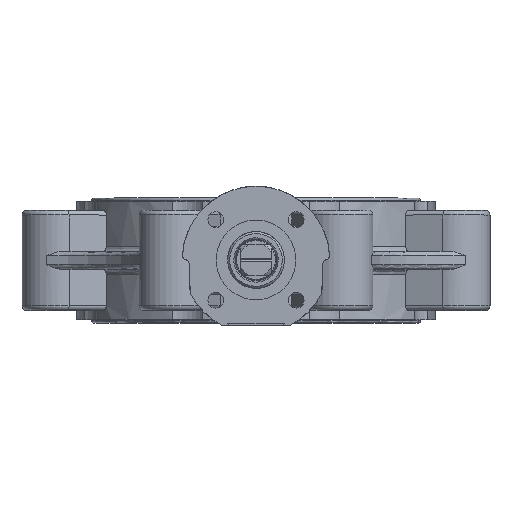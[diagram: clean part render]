
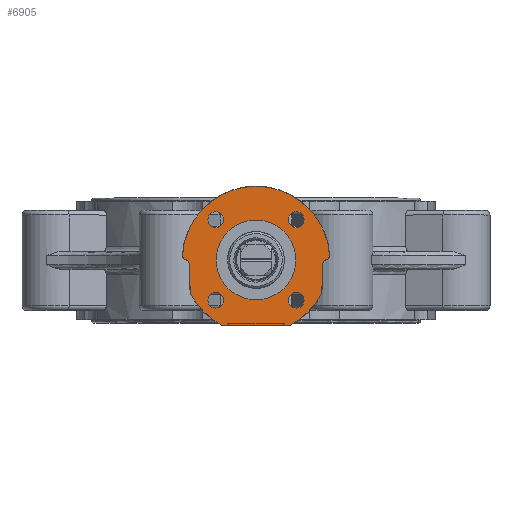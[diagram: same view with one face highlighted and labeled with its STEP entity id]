
A CAD part, top view. The second image highlights one B-rep face of the part: STEP entity #6905.
In plain terms, the highlighted planar face has unit normal (0, 0, 1).
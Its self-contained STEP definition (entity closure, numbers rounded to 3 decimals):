
#4646=CARTESIAN_POINT('',(-21.178,-17.678,167.5));
#4647=VERTEX_POINT('',#4646);
#4648=CARTESIAN_POINT('',(-17.678,-17.678,167.5));
#4649=DIRECTION('',(0.0,0.0,-1.0));
#4650=DIRECTION('',(-1.0,0.0,0.0));
#4651=AXIS2_PLACEMENT_3D('',#4648,#4649,#4650);
#4652=CIRCLE('',#4651,3.5);
#4653=EDGE_CURVE('',#4647,#4647,#4652,.T.);
#4695=CARTESIAN_POINT('',(-17.678,21.178,167.5));
#4696=VERTEX_POINT('',#4695);
#4697=CARTESIAN_POINT('',(-17.678,17.678,167.5));
#4698=DIRECTION('',(0.0,0.0,-1.0));
#4699=DIRECTION('',(0.0,1.0,0.0));
#4700=AXIS2_PLACEMENT_3D('',#4697,#4698,#4699);
#4701=CIRCLE('',#4700,3.5);
#4702=EDGE_CURVE('',#4696,#4696,#4701,.T.);
#4744=CARTESIAN_POINT('',(17.678,-21.178,167.5));
#4745=VERTEX_POINT('',#4744);
#4746=CARTESIAN_POINT('',(17.678,-17.678,167.5));
#4747=DIRECTION('',(0.0,0.0,-1.0));
#4748=DIRECTION('',(0.0,-1.0,0.0));
#4749=AXIS2_PLACEMENT_3D('',#4746,#4747,#4748);
#4750=CIRCLE('',#4749,3.5);
#4751=EDGE_CURVE('',#4745,#4745,#4750,.T.);
#4793=CARTESIAN_POINT('',(21.178,17.678,167.5));
#4794=VERTEX_POINT('',#4793);
#4795=CARTESIAN_POINT('',(17.678,17.678,167.5));
#4796=DIRECTION('',(0.0,0.0,-1.0));
#4797=DIRECTION('',(1.0,0.0,0.0));
#4798=AXIS2_PLACEMENT_3D('',#4795,#4796,#4797);
#4799=CIRCLE('',#4798,3.5);
#4800=EDGE_CURVE('',#4794,#4794,#4799,.T.);
#6781=CARTESIAN_POINT('',(17.55,0.0,167.5));
#6782=VERTEX_POINT('',#6781);
#6783=CARTESIAN_POINT('',(0.0,0.0,167.5));
#6784=DIRECTION('',(0.0,0.0,-1.0));
#6785=DIRECTION('',(1.0,0.0,0.0));
#6786=AXIS2_PLACEMENT_3D('',#6783,#6784,#6785);
#6787=CIRCLE('',#6786,17.55);
#6788=EDGE_CURVE('',#6782,#6782,#6787,.T.);
#6796=CARTESIAN_POINT('',(-103.001,32.501,167.5));
#6797=DIRECTION('',(0.0,0.0,-1.0));
#6798=DIRECTION('',(-1.0,0.0,0.0));
#6799=AXIS2_PLACEMENT_3D('',#6796,#6797,#6798);
#6800=PLANE('',#6799);
#6801=CARTESIAN_POINT('',(-29.374,-1.801,167.5));
#6802=VERTEX_POINT('',#6801);
#6803=CARTESIAN_POINT('',(-30.919,0.125,167.5));
#6804=VERTEX_POINT('',#6803);
#6805=CARTESIAN_POINT('',(-31.436,-1.873,167.5));
#6806=DIRECTION('',(0.0,0.0,1.0));
#6807=DIRECTION('',(1.0,0.0,0.0));
#6808=AXIS2_PLACEMENT_3D('',#6805,#6806,#6807);
#6809=CIRCLE('',#6808,2.064);
#6810=EDGE_CURVE('',#6802,#6804,#6809,.T.);
#6811=ORIENTED_EDGE('',*,*,#6810,.F.);
#6812=CARTESIAN_POINT('',(-28.924,-14.681,167.5));
#6813=VERTEX_POINT('',#6812);
#6814=CARTESIAN_POINT('',(-28.924,-14.681,167.5));
#6815=DIRECTION('',(-0.035,0.999,0.));
#6816=VECTOR('',#6815,12.889);
#6817=LINE('',#6814,#6816);
#6818=EDGE_CURVE('',#6813,#6802,#6817,.T.);
#6819=ORIENTED_EDGE('',*,*,#6818,.F.);
#6820=CARTESIAN_POINT('',(-14.656,-28.936,167.5));
#6821=VERTEX_POINT('',#6820);
#6822=CARTESIAN_POINT('',(0.0,0.0,167.5));
#6823=DIRECTION('',(0.0,0.0,-1.0));
#6824=DIRECTION('',(-1.0,0.0,0.0));
#6825=AXIS2_PLACEMENT_3D('',#6822,#6823,#6824);
#6826=CIRCLE('',#6825,32.436);
#6827=EDGE_CURVE('',#6821,#6813,#6826,.T.);
#6828=ORIENTED_EDGE('',*,*,#6827,.F.);
#6829=CARTESIAN_POINT('',(14.656,-28.936,167.5));
#6830=VERTEX_POINT('',#6829);
#6831=CARTESIAN_POINT('',(14.656,-28.936,167.5));
#6832=DIRECTION('',(-1.0,0.0,0.0));
#6833=VECTOR('',#6832,29.312);
#6834=LINE('',#6831,#6833);
#6835=EDGE_CURVE('',#6830,#6821,#6834,.T.);
#6836=ORIENTED_EDGE('',*,*,#6835,.F.);
#6837=CARTESIAN_POINT('',(28.924,-14.681,167.5));
#6838=VERTEX_POINT('',#6837);
#6839=CARTESIAN_POINT('',(0.0,0.0,167.5));
#6840=DIRECTION('',(0.0,0.0,-1.0));
#6841=DIRECTION('',(-1.0,0.0,0.0));
#6842=AXIS2_PLACEMENT_3D('',#6839,#6840,#6841);
#6843=CIRCLE('',#6842,32.436);
#6844=EDGE_CURVE('',#6838,#6830,#6843,.T.);
#6845=ORIENTED_EDGE('',*,*,#6844,.F.);
#6846=CARTESIAN_POINT('',(29.374,-1.801,167.5));
#6847=VERTEX_POINT('',#6846);
#6848=CARTESIAN_POINT('',(29.374,-1.801,167.5));
#6849=DIRECTION('',(-0.035,-0.999,0.));
#6850=VECTOR('',#6849,12.889);
#6851=LINE('',#6848,#6850);
#6852=EDGE_CURVE('',#6847,#6838,#6851,.T.);
#6853=ORIENTED_EDGE('',*,*,#6852,.F.);
#6854=CARTESIAN_POINT('',(30.919,0.125,167.5));
#6855=VERTEX_POINT('',#6854);
#6856=CARTESIAN_POINT('',(31.436,-1.873,167.5));
#6857=DIRECTION('',(0.0,0.0,1.0));
#6858=DIRECTION('',(1.0,0.0,0.0));
#6859=AXIS2_PLACEMENT_3D('',#6856,#6857,#6858);
#6860=CIRCLE('',#6859,2.064);
#6861=EDGE_CURVE('',#6855,#6847,#6860,.T.);
#6862=ORIENTED_EDGE('',*,*,#6861,.F.);
#6863=CARTESIAN_POINT('',(32.367,2.127,167.5));
#6864=VERTEX_POINT('',#6863);
#6865=CARTESIAN_POINT('',(30.434,2.0,167.5));
#6866=DIRECTION('',(0.0,0.0,-1.0));
#6867=DIRECTION('',(0.0,-1.0,0.0));
#6868=AXIS2_PLACEMENT_3D('',#6865,#6866,#6867);
#6869=CIRCLE('',#6868,1.936);
#6870=EDGE_CURVE('',#6864,#6855,#6869,.T.);
#6871=ORIENTED_EDGE('',*,*,#6870,.F.);
#6872=CARTESIAN_POINT('',(-32.367,2.127,167.5));
#6873=VERTEX_POINT('',#6872);
#6874=CARTESIAN_POINT('',(0.0,0.0,167.5));
#6875=DIRECTION('',(0.0,0.0,-1.0));
#6876=DIRECTION('',(-1.0,0.0,0.0));
#6877=AXIS2_PLACEMENT_3D('',#6874,#6875,#6876);
#6878=CIRCLE('',#6877,32.436);
#6879=EDGE_CURVE('',#6873,#6864,#6878,.T.);
#6880=ORIENTED_EDGE('',*,*,#6879,.F.);
#6881=CARTESIAN_POINT('',(-30.434,2.,167.5));
#6882=DIRECTION('',(0.0,0.0,-1.0));
#6883=DIRECTION('',(0.0,-1.0,0.0));
#6884=AXIS2_PLACEMENT_3D('',#6881,#6882,#6883);
#6885=CIRCLE('',#6884,1.936);
#6886=EDGE_CURVE('',#6804,#6873,#6885,.T.);
#6887=ORIENTED_EDGE('',*,*,#6886,.F.);
#6888=EDGE_LOOP('',(#6811,#6819,#6828,#6836,#6845,#6853,#6862,#6871,#6880,#6887));
#6889=FACE_OUTER_BOUND('',#6888,.T.);
#6890=ORIENTED_EDGE('',*,*,#4653,.T.);
#6891=EDGE_LOOP('',(#6890));
#6892=FACE_BOUND('',#6891,.T.);
#6893=ORIENTED_EDGE('',*,*,#4702,.T.);
#6894=EDGE_LOOP('',(#6893));
#6895=FACE_BOUND('',#6894,.T.);
#6896=ORIENTED_EDGE('',*,*,#4751,.T.);
#6897=EDGE_LOOP('',(#6896));
#6898=FACE_BOUND('',#6897,.T.);
#6899=ORIENTED_EDGE('',*,*,#4800,.T.);
#6900=EDGE_LOOP('',(#6899));
#6901=FACE_BOUND('',#6900,.T.);
#6902=ORIENTED_EDGE('',*,*,#6788,.T.);
#6903=EDGE_LOOP('',(#6902));
#6904=FACE_BOUND('',#6903,.T.);
#6905=ADVANCED_FACE('',(#6889,#6892,#6895,#6898,#6901,#6904),#6800,.F.);
